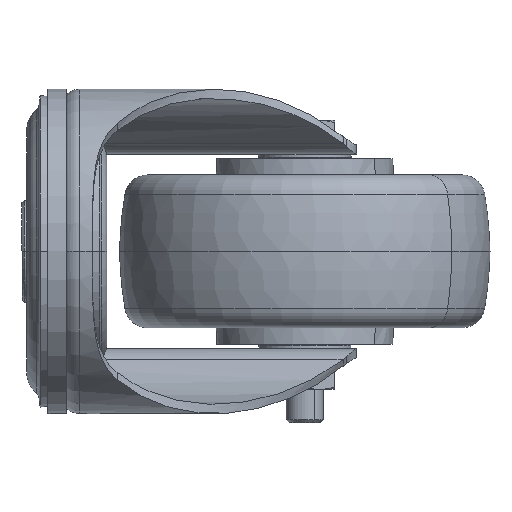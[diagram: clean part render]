
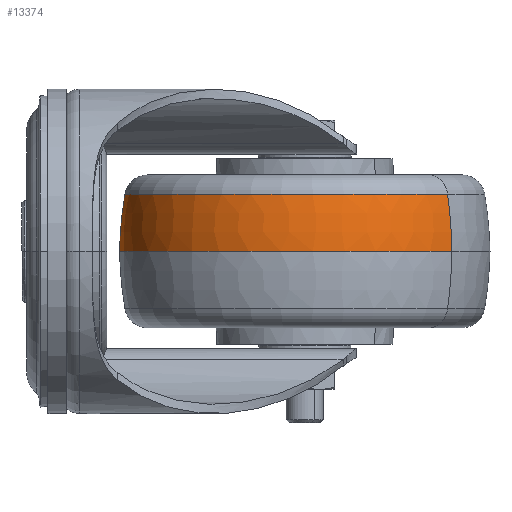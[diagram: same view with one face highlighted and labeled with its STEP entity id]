
A CAD part, left-side view. The second image highlights one B-rep face of the part: STEP entity #13374.
In plain terms, the highlighted toroidal (fillet/blend) face has major radius 34.996 mm and minor radius 75 mm.
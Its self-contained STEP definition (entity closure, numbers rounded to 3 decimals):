
#747 = VERTEX_POINT ( 'NONE', #7191 ) ;
#842 = DIRECTION ( 'NONE',  ( -0.609, -0.793, 0. ) ) ;
#1473 = ORIENTED_EDGE ( 'NONE', *, *, #11113, .T. ) ;
#2260 = DIRECTION ( 'NONE',  ( -0.609, -0.793, 0. ) ) ;
#2711 = AXIS2_PLACEMENT_3D ( 'NONE', #10255, #19207, #842 ) ;
#4002 = EDGE_LOOP ( 'NONE', ( #5384, #1473, #17042, #14122 ) ) ;
#4016 = TOROIDAL_SURFACE ( 'NONE', #15137, -34.996, 75. ) ;
#4373 = VERTEX_POINT ( 'NONE', #6217 ) ;
#5384 = ORIENTED_EDGE ( 'NONE', *, *, #16775, .T. ) ;
#5631 = FACE_OUTER_BOUND ( 'NONE', #4002, .T. ) ;
#5820 = DIRECTION ( 'NONE',  ( 0., 0., -1. ) ) ;
#6217 = CARTESIAN_POINT ( 'NONE',  ( 14.344, -91.812, 12.371 ) ) ;
#6956 = CARTESIAN_POINT ( 'NONE',  ( 59.312, -33.241, -0.757 ) ) ;
#7007 = DIRECTION ( 'NONE',  ( 0., 0., -1. ) ) ;
#7049 = DIRECTION ( 'NONE',  ( 0.609, 0.793, 0. ) ) ;
#7070 = VERTEX_POINT ( 'NONE', #10926 ) ;
#7191 = CARTESIAN_POINT ( 'NONE',  ( 61.656, -30.188, 12.371 ) ) ;
#8386 = CIRCLE ( 'NONE', #14401, 75. ) ;
#9740 = CIRCLE ( 'NONE', #2711, 40. ) ;
#10077 = CARTESIAN_POINT ( 'NONE',  ( 16.688, -88.759, -0.757 ) ) ;
#10255 = CARTESIAN_POINT ( 'NONE',  ( 38., -61., 0. ) ) ;
#10545 = DIRECTION ( 'NONE',  ( -0.609, -0.793, 0. ) ) ;
#10926 = CARTESIAN_POINT ( 'NONE',  ( 62.359, -29.272, 0. ) ) ;
#11113 = EDGE_CURVE ( 'NONE', #747, #7070, #18628, .T. ) ;
#11602 = CARTESIAN_POINT ( 'NONE',  ( 38., -61., 12.371 ) ) ;
#12083 = EDGE_CURVE ( 'NONE', #15758, #7070, #9740, .T. ) ;
#13080 = DIRECTION ( 'NONE',  ( -0.609, -0.793, 0. ) ) ;
#13374 = ADVANCED_FACE ( 'NONE', ( #5631 ), #4016, .T. ) ;
#13423 = CARTESIAN_POINT ( 'NONE',  ( 38., -61., -0.757 ) ) ;
#14122 = ORIENTED_EDGE ( 'NONE', *, *, #16531, .F. ) ;
#14185 = CARTESIAN_POINT ( 'NONE',  ( 13.641, -92.728, 0. ) ) ;
#14401 = AXIS2_PLACEMENT_3D ( 'NONE', #6956, #17412, #7049 ) ;
#15137 = AXIS2_PLACEMENT_3D ( 'NONE', #13423, #5820, #10545 ) ;
#15370 = AXIS2_PLACEMENT_3D ( 'NONE', #11602, #7007, #13080 ) ;
#15758 = VERTEX_POINT ( 'NONE', #14185 ) ;
#16013 = DIRECTION ( 'NONE',  ( -0.793, 0.609, 0. ) ) ;
#16531 = EDGE_CURVE ( 'NONE', #4373, #15758, #8386, .T. ) ;
#16775 = EDGE_CURVE ( 'NONE', #4373, #747, #17950, .T. ) ;
#17042 = ORIENTED_EDGE ( 'NONE', *, *, #12083, .F. ) ;
#17412 = DIRECTION ( 'NONE',  ( 0.793, -0.609, 0. ) ) ;
#17950 = CIRCLE ( 'NONE', #15370, 38.846 ) ;
#18628 = CIRCLE ( 'NONE', #19243, 75. ) ;
#19207 = DIRECTION ( 'NONE',  ( 0., 0., -1. ) ) ;
#19243 = AXIS2_PLACEMENT_3D ( 'NONE', #10077, #16013, #2260 ) ;
